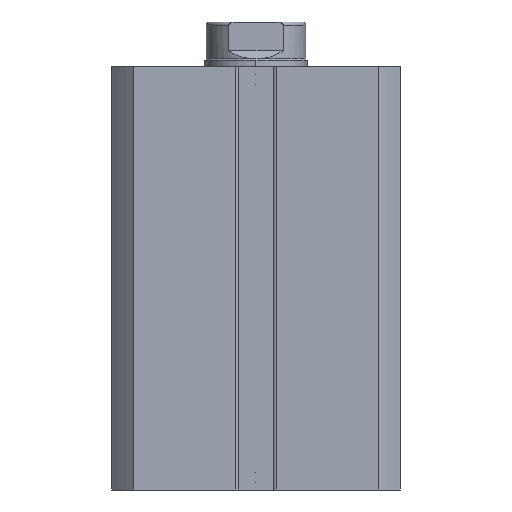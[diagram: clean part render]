
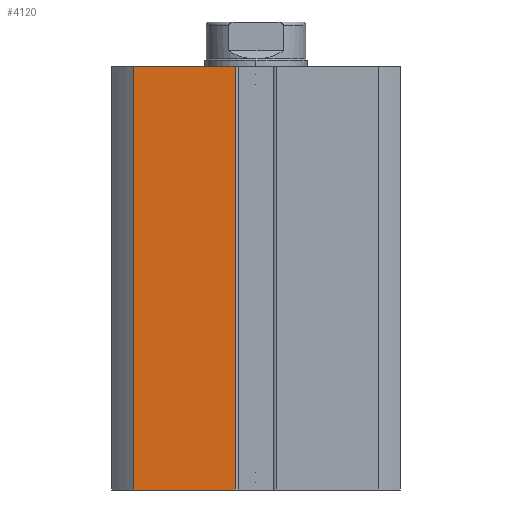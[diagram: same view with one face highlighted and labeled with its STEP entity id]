
A CAD part, front view. The second image highlights one B-rep face of the part: STEP entity #4120.
In plain terms, the highlighted planar face has unit normal (0, -1, 0).
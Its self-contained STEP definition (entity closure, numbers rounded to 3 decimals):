
#351 = ORIENTED_EDGE ( 'NONE', *, *, #3578, .T. ) ;
#352 = ORIENTED_EDGE ( 'NONE', *, *, #3548, .T. ) ;
#405 = EDGE_LOOP ( 'NONE', ( #421, #352, #351, #437 ) ) ;
#421 = ORIENTED_EDGE ( 'NONE', *, *, #3582, .F. ) ;
#437 = ORIENTED_EDGE ( 'NONE', *, *, #3477, .F. ) ;
#876 = CARTESIAN_POINT ( 'NONE',  ( -19.079, -22.5, 0. ) ) ;
#882 = CARTESIAN_POINT ( 'NONE',  ( -3.2, -22.5, 66. ) ) ;
#1017 = VERTEX_POINT ( 'NONE', #1367 ) ;
#1072 = VERTEX_POINT ( 'NONE', #1320 ) ;
#1253 = VERTEX_POINT ( 'NONE', #882 ) ;
#1259 = VERTEX_POINT ( 'NONE', #876 ) ;
#1320 = CARTESIAN_POINT ( 'NONE',  ( -3.2, -22.5, 0. ) ) ;
#1367 = CARTESIAN_POINT ( 'NONE',  ( -19.079, -22.5, 66. ) ) ;
#1959 = CARTESIAN_POINT ( 'NONE',  ( -22.5, -22.5, 66. ) ) ;
#1960 = PLANE ( 'NONE',  #3068 ) ;
#1962 = DIRECTION ( 'NONE',  ( 0., 1., 0. ) ) ;
#1963 = DIRECTION ( 'NONE',  ( 0., 0., 1. ) ) ;
#2695 = FACE_OUTER_BOUND ( 'NONE', #405, .T. ) ;
#3068 = AXIS2_PLACEMENT_3D ( 'NONE', #1959, #1962, #1963 ) ;
#3477 = EDGE_CURVE ( 'NONE', #1017, #1253, #4830, .T. ) ;
#3548 = EDGE_CURVE ( 'NONE', #1259, #1072, #4935, .T. ) ;
#3578 = EDGE_CURVE ( 'NONE', #1072, #1253, #4990, .T. ) ;
#3582 = EDGE_CURVE ( 'NONE', #1259, #1017, #5003, .T. ) ;
#4120 = ADVANCED_FACE ( 'NONE', ( #2695 ), #1960, .F. ) ;
#4830 = LINE ( 'NONE', #5706, #4831 ) ;
#4831 = VECTOR ( 'NONE', #5707, 1000. ) ;
#4935 = LINE ( 'NONE', #5876, #4939 ) ;
#4939 = VECTOR ( 'NONE', #5877, 1000. ) ;
#4986 = VECTOR ( 'NONE', #5949, 1000. ) ;
#4990 = LINE ( 'NONE', #5948, #4986 ) ;
#5003 = LINE ( 'NONE', #5956, #5004 ) ;
#5004 = VECTOR ( 'NONE', #5957, 1000. ) ;
#5706 = CARTESIAN_POINT ( 'NONE',  ( -22.5, -22.5, 66. ) ) ;
#5707 = DIRECTION ( 'NONE',  ( 1., 0., 0. ) ) ;
#5876 = CARTESIAN_POINT ( 'NONE',  ( -22.5, -22.5, 0. ) ) ;
#5877 = DIRECTION ( 'NONE',  ( 1., 0., 0. ) ) ;
#5948 = CARTESIAN_POINT ( 'NONE',  ( -3.2, -22.5, 66. ) ) ;
#5949 = DIRECTION ( 'NONE',  ( 0., 0., 1. ) ) ;
#5956 = CARTESIAN_POINT ( 'NONE',  ( -19.079, -22.5, 0. ) ) ;
#5957 = DIRECTION ( 'NONE',  ( 0., 0., 1. ) ) ;
